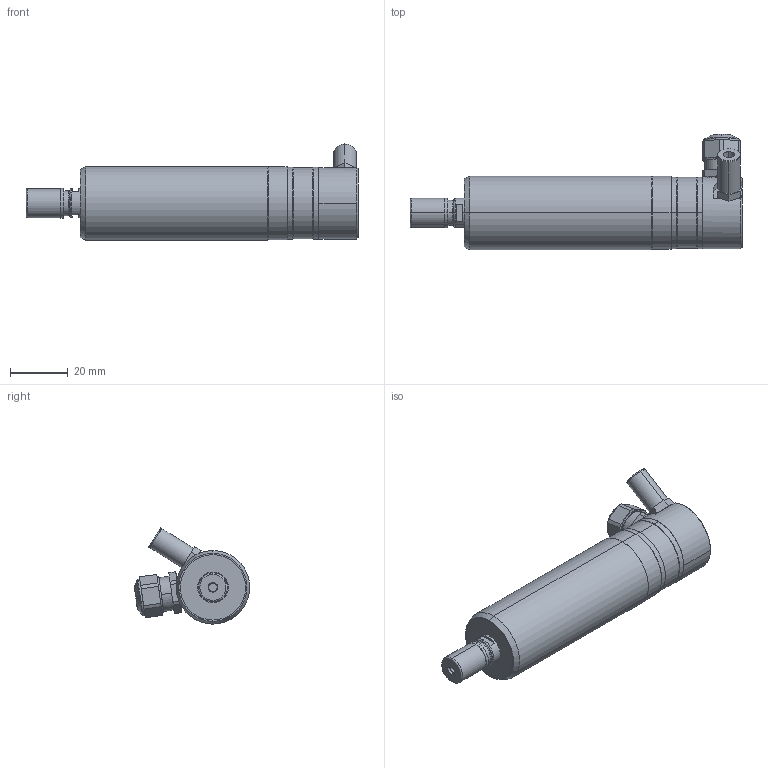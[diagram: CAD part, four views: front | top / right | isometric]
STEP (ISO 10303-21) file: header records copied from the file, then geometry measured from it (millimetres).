
FILE_DESCRIPTION (( 'STEP AP203' ), '1' );
FILE_NAME ('025S100SU-01-.STEP', '2013-04-10T04:59:51', ( '' ), ( '' ), 'SwSTEP 2.0', 'SolidWorks 2012', '' );
FILE_SCHEMA (( 'CONFIG_CONTROL_DESIGN' ));
Length unit declared in the file: millimetre
Products named in the file (1): 025S100SU-01-
Bounding box: 114.7 x 39.85 x 33.24 mm (x, y, z)
Surface area: 12425.7 mm2 (no closed solid volume)
Topology: 0 solids, 15 shells, 195 faces, 571 edges, 384 vertices
Faces by surface type: plane 78, cylinder 68, cone 31, torus 18
Entity records: 6719 total; most frequent: CARTESIAN_POINT 1396, DIRECTION 1186, ORIENTED_EDGE 956, EDGE_CURVE 567, AXIS2_PLACEMENT_3D 474, VERTEX_POINT 384, CIRCLE 278, LINE 238
